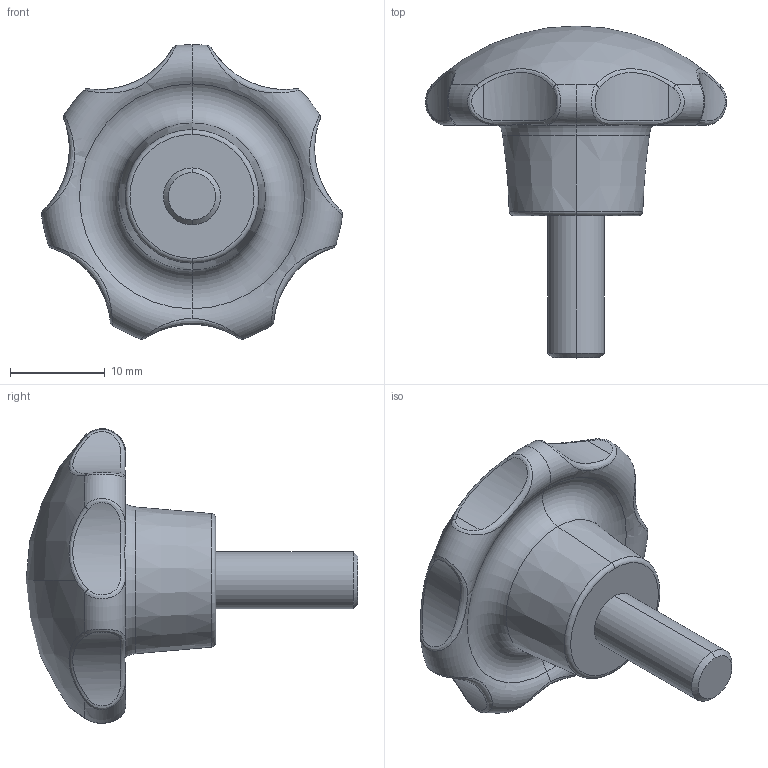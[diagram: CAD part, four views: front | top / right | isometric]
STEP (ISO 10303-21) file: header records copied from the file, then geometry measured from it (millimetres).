
FILE_DESCRIPTION (( 'STEP AP214' ), '1' );
FILE_NAME ('Star Knob M6 Male.STEP', '2025-03-04T10:12:57', ( '' ), ( '' ), 'SwSTEP 2.0', 'SolidWorks 2024', '' );
FILE_SCHEMA (( 'AUTOMOTIVE_DESIGN' ));
Length unit declared in the file: millimetre
Products named in the file (1): Star Knob M6 Male_(Default)
Bounding box: 31.76 x 35 x 31.07 mm (x, y, z)
Volume: 7028.9 mm3; surface area: 2594.8 mm2
Topology: 1 solids, 1 shells, 39 faces, 87 edges, 51 vertices
Faces by surface type: bspline 14, cylinder 11, torus 6, cone 4, sphere 2, plane 2
Entity records: 4082 total; most frequent: CARTESIAN_POINT 2857, ORIENTED_EDGE 174, DIRECTION 148, EDGE_CURVE 87, AXIS2_PLACEMENT_3D 70, VERTEX_POINT 51, CIRCLE 44, UNCERTAINTY_MEASURE_WITH_UNIT 41
